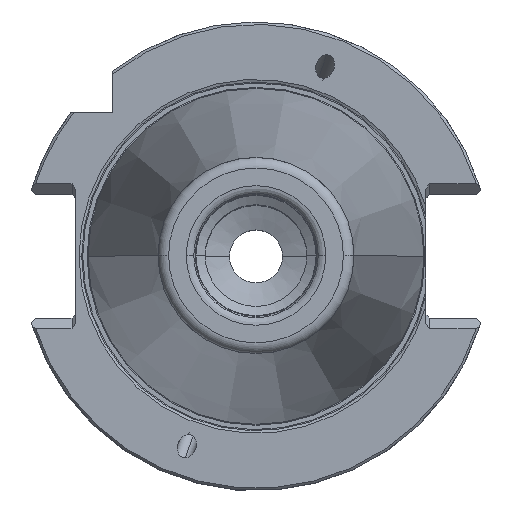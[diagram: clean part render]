
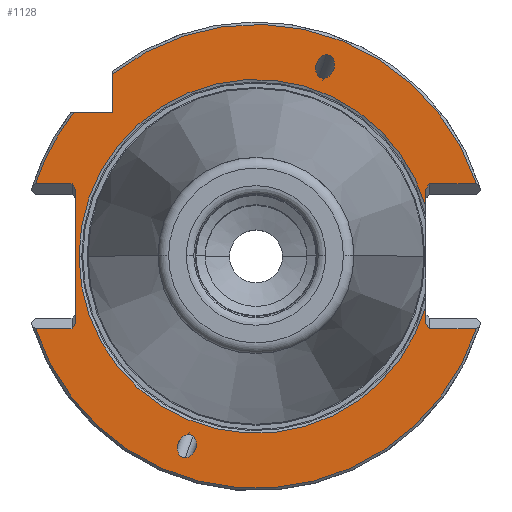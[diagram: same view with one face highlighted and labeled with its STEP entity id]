
A CAD part, top view. The second image highlights one B-rep face of the part: STEP entity #1128.
In plain terms, the highlighted planar face has unit normal (0, 0, 1).
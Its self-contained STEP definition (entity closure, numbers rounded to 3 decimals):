
#920=VERTEX_POINT('NONE',#2683);
#938=EDGE_CURVE('NONE',#2574,#2604,#2702,.T.);
#1002=EDGE_CURVE('NONE',#2524,#2116,#2772,.T.);
#1012=VERTEX_POINT('NONE',#2782);
#1022=EDGE_CURVE('NONE',#1012,#1912,#2793,.T.);
#1064=VERTEX_POINT('NONE',#2836);
#1068=VERTEX_POINT('NONE',#2840);
#1106=EDGE_CURVE('NONE',#1870,#2196,#2879,.T.);
#1128=ADVANCED_FACE('NONE',(#2903,#2904,#2905),#2906,.F.);
#1274=VERTEX_POINT('NONE',#3076);
#1462=EDGE_CURVE('NONE',#2130,#2600,#3286,.T.);
#1470=VERTEX_POINT('NONE',#3295);
#1616=EDGE_CURVE('NONE',#1274,#1470,#3471,.T.);
#1648=EDGE_CURVE('NONE',#1870,#1706,#3505,.T.);
#1656=EDGE_CURVE('NONE',#2574,#2130,#3513,.T.);
#1680=EDGE_CURVE('NONE',#2418,#2198,#3541,.T.);
#1706=VERTEX_POINT('NONE',#3572);
#1762=EDGE_CURVE('NONE',#1706,#2336,#3636,.T.);
#1784=EDGE_CURVE('NONE',#2604,#2338,#3662,.T.);
#1868=EDGE_CURVE('NONE',#1064,#1470,#3749,.T.);
#1870=VERTEX_POINT('NONE',#3751);
#1912=VERTEX_POINT('NONE',#3801);
#2010=EDGE_CURVE('NONE',#2418,#2524,#3908,.T.);
#2024=EDGE_CURVE('NONE',#2600,#2116,#3923,.T.);
#2032=EDGE_CURVE('NONE',#2570,#1064,#3932,.T.);
#2054=EDGE_CURVE('NONE',#1912,#1012,#3954,.T.);
#2116=VERTEX_POINT('NONE',#4024);
#2130=VERTEX_POINT('NONE',#4040);
#2140=EDGE_CURVE('NONE',#920,#2196,#4051,.T.);
#2196=VERTEX_POINT('NONE',#4112);
#2198=VERTEX_POINT('NONE',#4114);
#2210=VERTEX_POINT('NONE',#4127);
#2260=EDGE_CURVE('NONE',#2336,#2338,#4181,.T.);
#2276=EDGE_CURVE('NONE',#2210,#1068,#4198,.T.);
#2278=EDGE_CURVE('NONE',#1068,#2210,#4200,.T.);
#2314=EDGE_CURVE('NONE',#2570,#920,#4241,.T.);
#2336=VERTEX_POINT('NONE',#4266);
#2338=VERTEX_POINT('NONE',#4268);
#2418=VERTEX_POINT('NONE',#4358);
#2524=VERTEX_POINT('NONE',#4474);
#2570=VERTEX_POINT('NONE',#4524);
#2574=VERTEX_POINT('NONE',#4529);
#2600=VERTEX_POINT('NONE',#4555);
#2604=VERTEX_POINT('NONE',#4561);
#2626=EDGE_CURVE('NONE',#1274,#2198,#4584,.T.);
#2683=CARTESIAN_POINT('',(-29.85,29.85,-1.5));
#2702=CIRCLE('',#4668,36.786);
#2772=CIRCLE('',#4771,48.225);
#2782=CARTESIAN_POINT('',(14.027,37.047,-1.5));
#2793=(B_SPLINE_CURVE(3,(#4797,#4798,#4799,#4800),.UNSPECIFIED.,.F.,.F.)B_SPLINE_CURVE_WITH_KNOTS((4,4),(3.414,6.555),.UNSPECIFIED.)RATIONAL_B_SPLINE_CURVE((1.0,0.333,0.333,1.0))BOUNDED_CURVE()REPRESENTATION_ITEM('')GEOMETRIC_REPRESENTATION_ITEM()CURVE());
#2836=CARTESIAN_POINT('',(-45.816,15.05,-1.5));
#2840=CARTESIAN_POINT('',(-14.027,-37.047,-1.5));
#2879=CIRCLE('',#4940,48.225);
#2903=FACE_OUTER_BOUND('',#4973,.T.);
#2904=FACE_BOUND('',#4974,.T.);
#2905=FACE_BOUND('',#4975,.T.);
#2906=PLANE('',#4976);
#3076=CARTESIAN_POINT('',(-37.5,13.989,-1.5));
#3286=LINE('',#5550,#5551);
#3295=CARTESIAN_POINT('',(-38.25,15.05,-1.5));
#3471=LINE('',#5803,#5804);
#3505=LINE('',#5854,#5855);
#3513=LINE('',#5868,#5869);
#3541=LINE('',#5905,#5906);
#3572=CARTESIAN_POINT('',(36.05,15.05,-1.5));
#3636=LINE('',#6130,#6131);
#3662=CIRCLE('',#6163,36.786);
#3749=LINE('',#6336,#6337);
#3751=CARTESIAN_POINT('',(45.816,15.05,-1.5));
#3801=CARTESIAN_POINT('',(14.702,41.887,-1.5));
#3908=LINE('',#6589,#6590);
#3923=LINE('',#6611,#6612);
#3932=CIRCLE('',#6625,48.225);
#3954=(B_SPLINE_CURVE(3,(#6655,#6656,#6657,#6658),.UNSPECIFIED.,.F.,.F.)B_SPLINE_CURVE_WITH_KNOTS((4,4),(0.272,3.414),.UNSPECIFIED.)RATIONAL_B_SPLINE_CURVE((1.0,0.333,0.333,1.0))BOUNDED_CURVE()REPRESENTATION_ITEM('')GEOMETRIC_REPRESENTATION_ITEM()CURVE());
#4024=CARTESIAN_POINT('',(45.816,-15.05,-1.5));
#4040=CARTESIAN_POINT('',(35.3,-13.989,-1.5));
#4051=LINE('',#6832,#6833);
#4112=CARTESIAN_POINT('',(-29.85,37.876,-1.5));
#4114=CARTESIAN_POINT('',(-37.5,-13.989,-1.5));
#4127=CARTESIAN_POINT('',(-14.702,-41.887,-1.5));
#4181=LINE('',#7043,#7044);
#4198=(B_SPLINE_CURVE(3,(#7070,#7071,#7072,#7073),.UNSPECIFIED.,.F.,.F.)B_SPLINE_CURVE_WITH_KNOTS((4,4),(0.272,3.414),.UNSPECIFIED.)RATIONAL_B_SPLINE_CURVE((1.0,0.333,0.333,1.0))BOUNDED_CURVE()REPRESENTATION_ITEM('')GEOMETRIC_REPRESENTATION_ITEM()CURVE());
#4200=(B_SPLINE_CURVE(3,(#7083,#7084,#7085,#7086),.UNSPECIFIED.,.F.,.F.)B_SPLINE_CURVE_WITH_KNOTS((4,4),(3.414,6.555),.UNSPECIFIED.)RATIONAL_B_SPLINE_CURVE((1.0,0.333,0.333,1.0))BOUNDED_CURVE()REPRESENTATION_ITEM('')GEOMETRIC_REPRESENTATION_ITEM()CURVE());
#4241=LINE('',#7165,#7166);
#4266=CARTESIAN_POINT('',(35.3,13.989,-1.5));
#4268=CARTESIAN_POINT('',(35.3,10.348,-1.5));
#4358=CARTESIAN_POINT('',(-38.25,-15.05,-1.5));
#4474=CARTESIAN_POINT('',(-45.816,-15.05,-1.5));
#4524=CARTESIAN_POINT('',(-37.876,29.85,-1.5));
#4529=CARTESIAN_POINT('',(35.3,-10.348,-1.5));
#4555=CARTESIAN_POINT('',(36.05,-15.05,-1.5));
#4561=CARTESIAN_POINT('',(-36.786,0.,-1.5));
#4584=LINE('',#7688,#7689);
#4668=AXIS2_PLACEMENT_3D('',#7754,#7755,#7756);
#4771=AXIS2_PLACEMENT_3D('',#7816,#7817,#7818);
#4797=CARTESIAN_POINT('',(14.027,37.047,-1.5));
#4798=CARTESIAN_POINT('',(17.923,37.047,-1.5));
#4799=CARTESIAN_POINT('',(18.598,41.887,-1.5));
#4800=CARTESIAN_POINT('',(14.702,41.887,-1.5));
#4940=AXIS2_PLACEMENT_3D('',#7898,#7899,#7900);
#4973=EDGE_LOOP('',(#7925,#7926,#7927,#7928,#7929,#7930,#7931,#7932,#7933,#7934,#7935,#7936,#7937,#7938,#7939,#7940,#7941,#7942));
#4974=EDGE_LOOP('',(#7943,#7944));
#4975=EDGE_LOOP('',(#7945,#7946));
#4976=AXIS2_PLACEMENT_3D('',#7947,#7948,#7949);
#5550=CARTESIAN_POINT('',(35.013,-13.583,-1.5));
#5551=VECTOR('',#8443,1000.0);
#5803=CARTESIAN_POINT('',(-29.995,3.376,-1.5));
#5804=VECTOR('',#8720,1000.0);
#5854=CARTESIAN_POINT('',(62.5,15.05,-1.5));
#5855=VECTOR('',#8760,1000.0);
#5868=CARTESIAN_POINT('',(35.3,0.,-1.5));
#5869=VECTOR('',#8768,1000.0);
#5905=CARTESIAN_POINT('',(-29.995,-3.376,-1.5));
#5906=VECTOR('',#8824,1000.0);
#6130=CARTESIAN_POINT('',(35.013,13.583,-1.5));
#6131=VECTOR('',#8952,1000.0);
#6163=AXIS2_PLACEMENT_3D('',#8982,#8983,#8984);
#6336=CARTESIAN_POINT('',(-63.9,15.05,-1.5));
#6337=VECTOR('',#9046,1000.0);
#6589=CARTESIAN_POINT('',(-63.9,-15.05,-1.5));
#6590=VECTOR('',#9246,1000.0);
#6611=CARTESIAN_POINT('',(62.5,-15.05,-1.5));
#6612=VECTOR('',#9265,1000.0);
#6625=AXIS2_PLACEMENT_3D('',#9278,#9279,#9280);
#6655=CARTESIAN_POINT('',(14.702,41.887,-1.5));
#6656=CARTESIAN_POINT('',(10.807,41.887,-1.5));
#6657=CARTESIAN_POINT('',(10.132,37.047,-1.5));
#6658=CARTESIAN_POINT('',(14.027,37.047,-1.5));
#6832=CARTESIAN_POINT('',(-29.85,29.85,-1.5));
#6833=VECTOR('',#9400,1000.0);
#7043=CARTESIAN_POINT('',(35.3,0.,-1.5));
#7044=VECTOR('',#9534,1000.0);
#7070=CARTESIAN_POINT('',(-14.702,-41.887,-1.5));
#7071=CARTESIAN_POINT('',(-10.807,-41.887,-1.5));
#7072=CARTESIAN_POINT('',(-10.132,-37.047,-1.5));
#7073=CARTESIAN_POINT('',(-14.027,-37.047,-1.5));
#7083=CARTESIAN_POINT('',(-14.027,-37.047,-1.5));
#7084=CARTESIAN_POINT('',(-17.923,-37.047,-1.5));
#7085=CARTESIAN_POINT('',(-18.598,-41.887,-1.5));
#7086=CARTESIAN_POINT('',(-14.702,-41.887,-1.5));
#7165=CARTESIAN_POINT('',(-52.85,29.85,-1.5));
#7166=VECTOR('',#9599,1000.0);
#7688=CARTESIAN_POINT('',(-37.5,0.,-1.5));
#7689=VECTOR('',#9985,1000.0);
#7754=CARTESIAN_POINT('',(0.0,0.0,-1.5));
#7755=DIRECTION('',(0.0,0.0,-1.0));
#7756=DIRECTION('',(1.0,0.,0.0));
#7816=CARTESIAN_POINT('',(0.0,0.0,-1.5));
#7817=DIRECTION('',(0.0,-0.0,1.0));
#7818=DIRECTION('',(1.0,0.,0.0));
#7898=CARTESIAN_POINT('',(0.0,0.0,-1.5));
#7899=DIRECTION('',(0.0,-0.0,1.0));
#7900=DIRECTION('',(1.0,0.,0.0));
#7925=ORIENTED_EDGE('',*,*,#1648,.F.);
#7926=ORIENTED_EDGE('',*,*,#1106,.T.);
#7927=ORIENTED_EDGE('',*,*,#2140,.F.);
#7928=ORIENTED_EDGE('',*,*,#2314,.F.);
#7929=ORIENTED_EDGE('',*,*,#2032,.T.);
#7930=ORIENTED_EDGE('',*,*,#1868,.T.);
#7931=ORIENTED_EDGE('',*,*,#1616,.F.);
#7932=ORIENTED_EDGE('',*,*,#2626,.T.);
#7933=ORIENTED_EDGE('',*,*,#1680,.F.);
#7934=ORIENTED_EDGE('',*,*,#2010,.T.);
#7935=ORIENTED_EDGE('',*,*,#1002,.T.);
#7936=ORIENTED_EDGE('',*,*,#2024,.F.);
#7937=ORIENTED_EDGE('',*,*,#1462,.F.);
#7938=ORIENTED_EDGE('',*,*,#1656,.F.);
#7939=ORIENTED_EDGE('',*,*,#938,.T.);
#7940=ORIENTED_EDGE('',*,*,#1784,.T.);
#7941=ORIENTED_EDGE('',*,*,#2260,.F.);
#7942=ORIENTED_EDGE('',*,*,#1762,.F.);
#7943=ORIENTED_EDGE('',*,*,#2276,.F.);
#7944=ORIENTED_EDGE('',*,*,#2278,.F.);
#7945=ORIENTED_EDGE('',*,*,#2054,.F.);
#7946=ORIENTED_EDGE('',*,*,#1022,.F.);
#7947=CARTESIAN_POINT('',(0.,-50.0,-1.5));
#7948=DIRECTION('',(0.0,0.0,-1.0));
#7949=DIRECTION('',(-1.0,0.0,0.0));
#8443=DIRECTION('',(0.577,-0.816,0.0));
#8720=DIRECTION('',(-0.577,0.816,0.0));
#8760=DIRECTION('',(-1.0,0.,0.0));
#8768=DIRECTION('',(0.,-1.0,-0.0));
#8824=DIRECTION('',(0.577,0.816,0.0));
#8952=DIRECTION('',(-0.577,-0.816,0.0));
#8982=CARTESIAN_POINT('',(0.0,0.0,-1.5));
#8983=DIRECTION('',(0.0,0.0,-1.0));
#8984=DIRECTION('',(1.0,0.,0.0));
#9046=DIRECTION('',(1.0,0.,0.0));
#9246=DIRECTION('',(-1.0,0.,0.0));
#9265=DIRECTION('',(1.0,0.,0.0));
#9278=CARTESIAN_POINT('',(0.0,0.0,-1.5));
#9279=DIRECTION('',(0.0,0.0,1.0));
#9280=DIRECTION('',(1.0,0.,-0.0));
#9400=DIRECTION('',(0.,1.0,0.0));
#9534=DIRECTION('',(0.,-1.0,-0.0));
#9599=DIRECTION('',(1.0,0.,0.0));
#9985=DIRECTION('',(0.,-1.0,-0.0));
